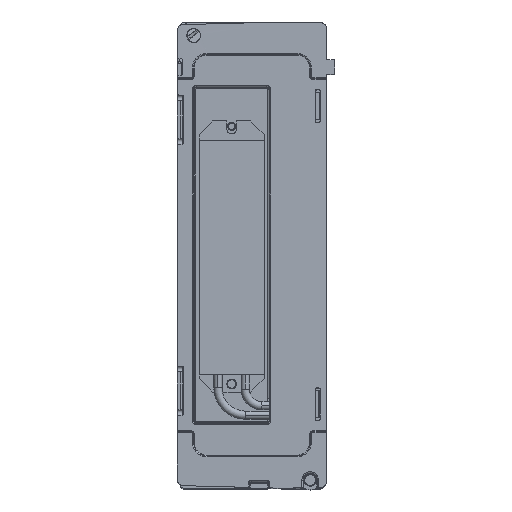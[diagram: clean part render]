
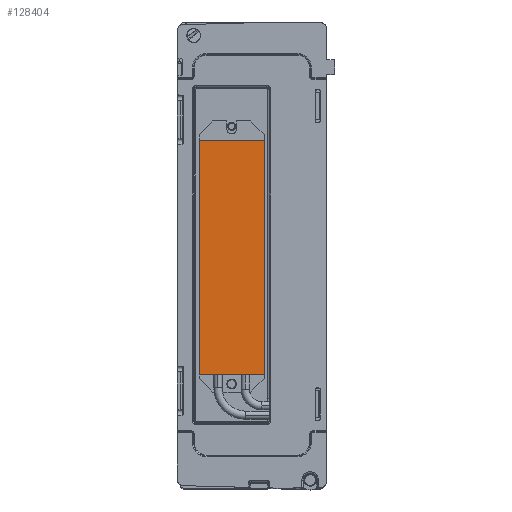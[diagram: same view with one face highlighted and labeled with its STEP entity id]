
A CAD part, top view. The second image highlights one B-rep face of the part: STEP entity #128404.
In plain terms, the highlighted planar face has unit normal (0, 0, 1).
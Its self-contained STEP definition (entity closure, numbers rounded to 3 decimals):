
#1299 = VERTEX_POINT ( 'NONE', #165784 ) ;
#6392 = AXIS2_PLACEMENT_3D ( 'NONE', #12369, #64576, #102311 ) ;
#12369 = CARTESIAN_POINT ( 'NONE',  ( 10.424, 29.593, 276. ) ) ;
#14605 = VECTOR ( 'NONE', #56010, 1000. ) ;
#15208 = VERTEX_POINT ( 'NONE', #19748 ) ;
#19748 = CARTESIAN_POINT ( 'NONE',  ( 10.424, 22.393, 276. ) ) ;
#27213 = CARTESIAN_POINT ( 'NONE',  ( 34.424, 29.593, 276. ) ) ;
#32575 = VERTEX_POINT ( 'NONE', #99917 ) ;
#36614 = VERTEX_POINT ( 'NONE', #163834 ) ;
#38667 = ORIENTED_EDGE ( 'NONE', *, *, #116021, .T. ) ;
#43612 = CARTESIAN_POINT ( 'NONE',  ( 10.424, 29.593, 276. ) ) ;
#51452 = DIRECTION ( 'NONE',  ( 0., -1., 0. ) ) ;
#56010 = DIRECTION ( 'NONE',  ( 0., -1., 0. ) ) ;
#58119 = EDGE_CURVE ( 'NONE', #15208, #36614, #101636, .T. ) ;
#61006 = LINE ( 'NONE', #91369, #147503 ) ;
#64576 = DIRECTION ( 'NONE',  ( 0., 0., -1. ) ) ;
#68200 = ORIENTED_EDGE ( 'NONE', *, *, #108710, .T. ) ;
#71305 = EDGE_LOOP ( 'NONE', ( #68200, #38667, #71442, #109110 ) ) ;
#71442 = ORIENTED_EDGE ( 'NONE', *, *, #94607, .F. ) ;
#75713 = LINE ( 'NONE', #27213, #123957 ) ;
#83180 = CARTESIAN_POINT ( 'NONE',  ( 2.424, 22.393, 276. ) ) ;
#91369 = CARTESIAN_POINT ( 'NONE',  ( 2.424, -64.107, 276. ) ) ;
#94607 = EDGE_CURVE ( 'NONE', #36614, #32575, #75713, .T. ) ;
#99917 = CARTESIAN_POINT ( 'NONE',  ( 34.424, -64.107, 276. ) ) ;
#101636 = LINE ( 'NONE', #83180, #149867 ) ;
#102311 = DIRECTION ( 'NONE',  ( 0., 1., 0. ) ) ;
#108710 = EDGE_CURVE ( 'NONE', #15208, #1299, #111271, .T. ) ;
#109086 = FACE_OUTER_BOUND ( 'NONE', #71305, .T. ) ;
#109110 = ORIENTED_EDGE ( 'NONE', *, *, #58119, .F. ) ;
#111271 = LINE ( 'NONE', #43612, #14605 ) ;
#116021 = EDGE_CURVE ( 'NONE', #1299, #32575, #61006, .T. ) ;
#116323 = PLANE ( 'NONE',  #6392 ) ;
#123957 = VECTOR ( 'NONE', #51452, 1000. ) ;
#127954 = DIRECTION ( 'NONE',  ( 1., 0., 0. ) ) ;
#128404 = ADVANCED_FACE ( 'NONE', ( #109086 ), #116323, .F. ) ;
#147199 = DIRECTION ( 'NONE',  ( 1., 0., 0. ) ) ;
#147503 = VECTOR ( 'NONE', #127954, 1000. ) ;
#149867 = VECTOR ( 'NONE', #147199, 1000. ) ;
#163834 = CARTESIAN_POINT ( 'NONE',  ( 34.424, 22.393, 276. ) ) ;
#165784 = CARTESIAN_POINT ( 'NONE',  ( 10.424, -64.107, 276. ) ) ;
